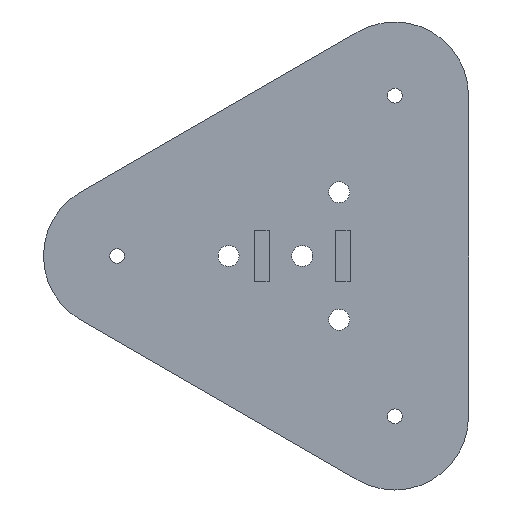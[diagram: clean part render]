
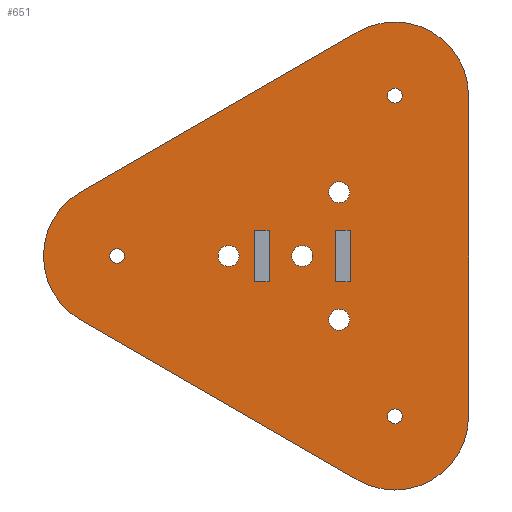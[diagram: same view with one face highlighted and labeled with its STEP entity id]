
A CAD part, left-side view. The second image highlights one B-rep face of the part: STEP entity #651.
In plain terms, the highlighted planar face has unit normal (-1, 0, 0).
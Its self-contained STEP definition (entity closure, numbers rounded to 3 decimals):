
#15=LINE('',#920,#72);
#19=LINE('',#928,#76);
#22=LINE('',#934,#79);
#25=LINE('',#939,#82);
#27=LINE('',#945,#84);
#31=LINE('',#953,#88);
#34=LINE('',#959,#91);
#37=LINE('',#964,#94);
#62=LINE('',#1044,#119);
#66=LINE('',#1053,#123);
#70=LINE('',#1062,#127);
#72=VECTOR('',#743,2.);
#76=VECTOR('',#749,7.);
#79=VECTOR('',#754,2.);
#82=VECTOR('',#759,7.);
#84=VECTOR('',#765,2.);
#88=VECTOR('',#771,7.);
#91=VECTOR('',#776,2.);
#94=VECTOR('',#781,7.);
#119=VECTOR('',#860,43.518);
#123=VECTOR('',#866,43.518);
#127=VECTOR('',#872,43.518);
#150=PLANE('',#714);
#166=FACE_BOUND('',#260,.T.);
#167=FACE_BOUND('',#261,.T.);
#168=FACE_BOUND('',#262,.T.);
#169=FACE_BOUND('',#263,.T.);
#170=FACE_BOUND('',#264,.T.);
#171=FACE_BOUND('',#265,.T.);
#172=FACE_BOUND('',#266,.T.);
#173=FACE_BOUND('',#267,.T.);
#174=FACE_BOUND('',#268,.T.);
#209=FACE_OUTER_BOUND('',#259,.T.);
#259=EDGE_LOOP('',(#583,#584,#585,#586,#587,#588));
#260=EDGE_LOOP('',(#589));
#261=EDGE_LOOP('',(#590));
#262=EDGE_LOOP('',(#591));
#263=EDGE_LOOP('',(#592,#593,#594,#595));
#264=EDGE_LOOP('',(#596,#597,#598,#599));
#265=EDGE_LOOP('',(#600));
#266=EDGE_LOOP('',(#601));
#267=EDGE_LOOP('',(#602));
#268=EDGE_LOOP('',(#603));
#269=CIRCLE('',#655,1.425);
#271=CIRCLE('',#658,1.425);
#273=CIRCLE('',#661,1.425);
#275=CIRCLE('',#664,1.425);
#286=CIRCLE('',#696,1.);
#287=CIRCLE('',#698,1.);
#288=CIRCLE('',#700,1.);
#290=CIRCLE('',#706,10.);
#292=CIRCLE('',#709,10.);
#294=CIRCLE('',#712,10.);
#295=VERTEX_POINT('',#898);
#297=VERTEX_POINT('',#903);
#299=VERTEX_POINT('',#908);
#301=VERTEX_POINT('',#913);
#303=VERTEX_POINT('',#918);
#304=VERTEX_POINT('',#919);
#307=VERTEX_POINT('',#927);
#309=VERTEX_POINT('',#933);
#311=VERTEX_POINT('',#943);
#312=VERTEX_POINT('',#944);
#315=VERTEX_POINT('',#952);
#317=VERTEX_POINT('',#958);
#340=VERTEX_POINT('',#1029);
#341=VERTEX_POINT('',#1032);
#342=VERTEX_POINT('',#1035);
#345=VERTEX_POINT('',#1041);
#346=VERTEX_POINT('',#1043);
#349=VERTEX_POINT('',#1050);
#350=VERTEX_POINT('',#1052);
#353=VERTEX_POINT('',#1059);
#354=VERTEX_POINT('',#1061);
#355=EDGE_CURVE('',#295,#295,#269,.T.);
#357=EDGE_CURVE('',#297,#297,#271,.T.);
#359=EDGE_CURVE('',#299,#299,#273,.T.);
#361=EDGE_CURVE('',#301,#301,#275,.T.);
#363=EDGE_CURVE('',#303,#304,#15,.T.);
#367=EDGE_CURVE('',#307,#303,#19,.T.);
#370=EDGE_CURVE('',#309,#307,#22,.T.);
#373=EDGE_CURVE('',#304,#309,#25,.T.);
#375=EDGE_CURVE('',#311,#312,#27,.T.);
#379=EDGE_CURVE('',#315,#311,#31,.T.);
#382=EDGE_CURVE('',#317,#315,#34,.T.);
#385=EDGE_CURVE('',#312,#317,#37,.T.);
#417=EDGE_CURVE('',#340,#340,#286,.T.);
#418=EDGE_CURVE('',#341,#341,#287,.T.);
#419=EDGE_CURVE('',#342,#342,#288,.T.);
#422=EDGE_CURVE('',#346,#345,#62,.T.);
#426=EDGE_CURVE('',#350,#349,#66,.T.);
#430=EDGE_CURVE('',#354,#353,#70,.T.);
#433=EDGE_CURVE('',#349,#346,#290,.T.);
#435=EDGE_CURVE('',#345,#354,#292,.T.);
#437=EDGE_CURVE('',#353,#350,#294,.T.);
#583=ORIENTED_EDGE('',*,*,#437,.T.);
#584=ORIENTED_EDGE('',*,*,#426,.T.);
#585=ORIENTED_EDGE('',*,*,#433,.T.);
#586=ORIENTED_EDGE('',*,*,#422,.T.);
#587=ORIENTED_EDGE('',*,*,#435,.T.);
#588=ORIENTED_EDGE('',*,*,#430,.T.);
#589=ORIENTED_EDGE('',*,*,#357,.T.);
#590=ORIENTED_EDGE('',*,*,#359,.T.);
#591=ORIENTED_EDGE('',*,*,#361,.T.);
#592=ORIENTED_EDGE('',*,*,#363,.T.);
#593=ORIENTED_EDGE('',*,*,#373,.T.);
#594=ORIENTED_EDGE('',*,*,#370,.T.);
#595=ORIENTED_EDGE('',*,*,#367,.T.);
#596=ORIENTED_EDGE('',*,*,#375,.T.);
#597=ORIENTED_EDGE('',*,*,#385,.T.);
#598=ORIENTED_EDGE('',*,*,#382,.T.);
#599=ORIENTED_EDGE('',*,*,#379,.T.);
#600=ORIENTED_EDGE('',*,*,#417,.T.);
#601=ORIENTED_EDGE('',*,*,#418,.T.);
#602=ORIENTED_EDGE('',*,*,#419,.T.);
#603=ORIENTED_EDGE('',*,*,#355,.T.);
#651=ADVANCED_FACE('',(#209,#166,#167,#168,#169,#170,#171,#172,#173,#174),
#150,.F.);
#655=AXIS2_PLACEMENT_3D('',#899,#719,#720);
#658=AXIS2_PLACEMENT_3D('',#904,#725,#726);
#661=AXIS2_PLACEMENT_3D('',#909,#731,#732);
#664=AXIS2_PLACEMENT_3D('',#914,#737,#738);
#696=AXIS2_PLACEMENT_3D('',#1030,#846,#847);
#698=AXIS2_PLACEMENT_3D('',#1033,#850,#851);
#700=AXIS2_PLACEMENT_3D('',#1036,#854,#855);
#706=AXIS2_PLACEMENT_3D('',#1066,#878,#879);
#709=AXIS2_PLACEMENT_3D('',#1069,#884,#885);
#712=AXIS2_PLACEMENT_3D('',#1072,#890,#891);
#714=AXIS2_PLACEMENT_3D('',#1074,#894,#895);
#719=DIRECTION('center_axis',(1.,0.,0.));
#720=DIRECTION('ref_axis',(0.,-1.,0.));
#725=DIRECTION('center_axis',(1.,0.,0.));
#726=DIRECTION('ref_axis',(0.,0.,1.));
#731=DIRECTION('center_axis',(1.,0.,0.));
#732=DIRECTION('ref_axis',(0.,0.,1.));
#737=DIRECTION('center_axis',(1.,0.,0.));
#738=DIRECTION('ref_axis',(0.,0.,1.));
#743=DIRECTION('',(0.,1.,0.));
#749=DIRECTION('',(0.,0.,-1.));
#754=DIRECTION('',(0.,-1.,0.));
#759=DIRECTION('',(0.,0.,1.));
#765=DIRECTION('',(0.,1.,0.));
#771=DIRECTION('',(0.,0.,-1.));
#776=DIRECTION('',(0.,-1.,0.));
#781=DIRECTION('',(0.,0.,1.));
#846=DIRECTION('center_axis',(1.,0.,0.));
#847=DIRECTION('ref_axis',(0.,0.,-1.));
#850=DIRECTION('center_axis',(1.,0.,0.));
#851=DIRECTION('ref_axis',(0.,0.,-1.));
#854=DIRECTION('center_axis',(1.,0.,0.));
#855=DIRECTION('ref_axis',(0.,0.,-1.));
#860=DIRECTION('',(0.,0.,1.));
#866=DIRECTION('',(0.,-0.866,-0.5));
#872=DIRECTION('',(0.,0.866,-0.5));
#878=DIRECTION('center_axis',(-1.,0.,0.));
#879=DIRECTION('ref_axis',(0.,1.,0.));
#884=DIRECTION('center_axis',(-1.,0.,0.));
#885=DIRECTION('ref_axis',(0.,1.,0.));
#890=DIRECTION('center_axis',(-1.,0.,0.));
#891=DIRECTION('ref_axis',(0.,1.,0.));
#894=DIRECTION('center_axis',(1.,0.,0.));
#895=DIRECTION('ref_axis',(0.,0.,-1.));
#898=CARTESIAN_POINT('',(-5.,1.425,0.));
#899=CARTESIAN_POINT('Origin',(-5.,0.,0.));
#903=CARTESIAN_POINT('',(-5.,-5.,-10.085));
#904=CARTESIAN_POINT('Origin',(-5.,-5.,-8.66));
#908=CARTESIAN_POINT('',(-5.,-5.,7.235));
#909=CARTESIAN_POINT('Origin',(-5.,-5.,8.66));
#913=CARTESIAN_POINT('',(-5.,10.,-1.425));
#914=CARTESIAN_POINT('Origin',(-5.,10.,0.));
#918=CARTESIAN_POINT('',(-5.,4.5,-3.5));
#919=CARTESIAN_POINT('',(-5.,6.5,-3.5));
#920=CARTESIAN_POINT('',(-5.,14.812,-3.5));
#927=CARTESIAN_POINT('',(-5.,4.5,3.5));
#928=CARTESIAN_POINT('',(-5.,4.5,1.75));
#933=CARTESIAN_POINT('',(-5.,6.5,3.5));
#934=CARTESIAN_POINT('',(-5.,15.812,3.5));
#939=CARTESIAN_POINT('',(-5.,6.5,-1.75));
#943=CARTESIAN_POINT('',(-5.,-6.5,-3.5));
#944=CARTESIAN_POINT('',(-5.,-4.5,-3.5));
#945=CARTESIAN_POINT('',(-5.,9.312,-3.5));
#952=CARTESIAN_POINT('',(-5.,-6.5,3.5));
#953=CARTESIAN_POINT('',(-5.,-6.5,1.75));
#958=CARTESIAN_POINT('',(-5.,-4.5,3.5));
#959=CARTESIAN_POINT('',(-5.,10.312,3.5));
#964=CARTESIAN_POINT('',(-5.,-4.5,-1.75));
#1029=CARTESIAN_POINT('',(-5.,-12.563,22.759));
#1030=CARTESIAN_POINT('Origin',(-5.,-12.563,21.759));
#1032=CARTESIAN_POINT('',(-5.,25.125,1.));
#1033=CARTESIAN_POINT('Origin',(-5.,25.125,0.));
#1035=CARTESIAN_POINT('',(-5.,-12.563,-20.759));
#1036=CARTESIAN_POINT('Origin',(-5.,-12.563,-21.759));
#1041=CARTESIAN_POINT('',(-5.,-22.563,21.759));
#1043=CARTESIAN_POINT('',(-5.,-22.563,-21.759));
#1044=CARTESIAN_POINT('',(-5.,-22.563,21.759));
#1050=CARTESIAN_POINT('',(-5.,-7.563,-30.419));
#1052=CARTESIAN_POINT('',(-5.,30.125,-8.66));
#1053=CARTESIAN_POINT('',(-5.,-7.563,-30.419));
#1059=CARTESIAN_POINT('',(-5.,30.125,8.66));
#1061=CARTESIAN_POINT('',(-5.,-7.563,30.419));
#1062=CARTESIAN_POINT('',(-5.,30.125,8.66));
#1066=CARTESIAN_POINT('Origin',(-5.,-12.563,-21.759));
#1069=CARTESIAN_POINT('Origin',(-5.,-12.563,21.759));
#1072=CARTESIAN_POINT('Origin',(-5.,25.125,0.));
#1074=CARTESIAN_POINT('Origin',(-5.,25.125,0.));
